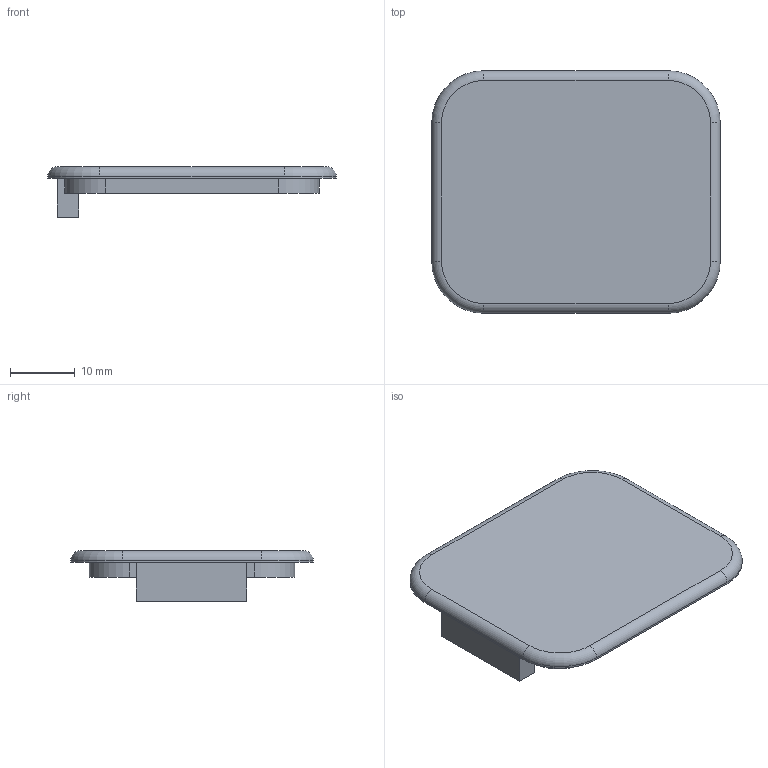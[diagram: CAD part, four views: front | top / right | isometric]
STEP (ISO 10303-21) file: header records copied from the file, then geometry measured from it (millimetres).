
FILE_DESCRIPTION(/* description */ (''),/* implementation_level */ '2;1');
FILE_NAME(/* name */ '1.83_touch.step',/* time_stamp */ '2025-09-08T12:26:24+02:00',/* author */ (''),/* organization */ (''),/* preprocessor_version */ 'ST-DEVELOPER v20.1',/* originating_system */ 'Autodesk Translation Framework v14.10.0.0',/* authorisation */ '');
FILE_SCHEMA (('AUTOMOTIVE_DESIGN { 1 0 10303 214 3 1 1 }'));
Length unit declared in the file: millimetre
Products named in the file (1): 1_83_touch
Bounding box: 44.43 x 37.34 x 7.8 mm (x, y, z)
Volume: 5863.1 mm3; surface area: 3838.3 mm2
Topology: 1 solids, 1 shells, 33 faces, 82 edges, 52 vertices
Faces by surface type: plane 17, cylinder 12, torus 4
Entity records: 1013 total; most frequent: DIRECTION 178, CARTESIAN_POINT 168, ORIENTED_EDGE 164, EDGE_CURVE 82, AXIS2_PLACEMENT_3D 62, LINE 54, VECTOR 54, VERTEX_POINT 52
